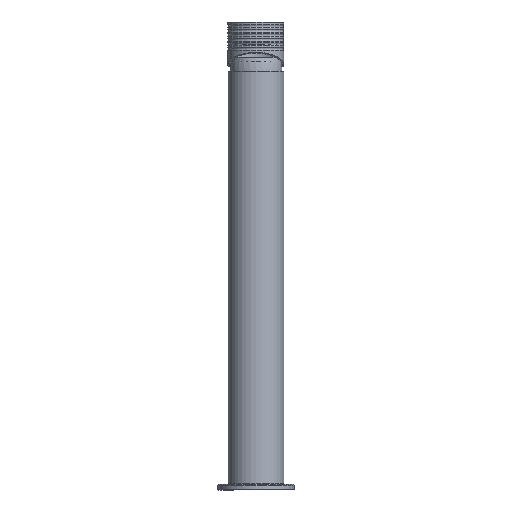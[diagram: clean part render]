
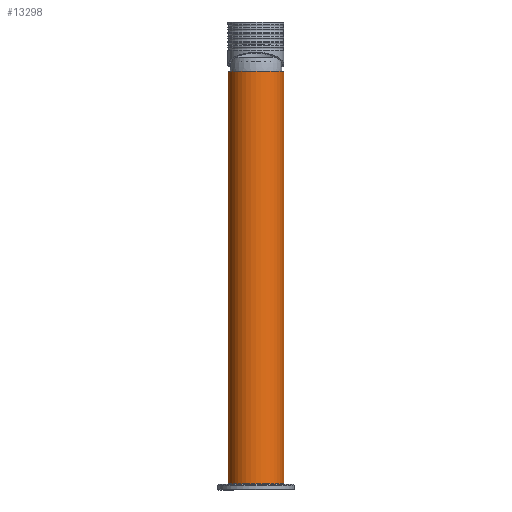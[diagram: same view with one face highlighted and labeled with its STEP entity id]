
A CAD part, front view. The second image highlights one B-rep face of the part: STEP entity #13298.
In plain terms, the highlighted cylindrical face has radius 20 mm (diameter 40 mm), a full revolution.
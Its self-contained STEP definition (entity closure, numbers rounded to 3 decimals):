
#997=LINE('',#32169,#1793);
#998=LINE('',#32182,#1794);
#1793=VECTOR('',#26342,1000.);
#1794=VECTOR('',#26343,1000.);
#1842=B_SPLINE_CURVE_WITH_KNOTS('',3,(#32172,#32173,#32174,#32175,#32176,
#32177,#32178,#32179,#32180),.UNSPECIFIED.,.F.,.F.,(4,1,1,1,1,1,4),(0.,
0.005,0.007,0.009,0.012,
0.014,0.019),.UNSPECIFIED.);
#1843=B_SPLINE_CURVE_WITH_KNOTS('',3,(#32184,#32185,#32186,#32187,#32188,
#32189,#32190,#32191,#32192),.UNSPECIFIED.,.F.,.F.,(4,1,1,1,1,1,4),(0.,
0.005,0.007,0.009,0.012,
0.014,0.019),.UNSPECIFIED.);
#5745=ORIENTED_EDGE('',*,*,#7430,.T.);
#5746=ORIENTED_EDGE('',*,*,#7431,.T.);
#5747=ORIENTED_EDGE('',*,*,#7432,.F.);
#5748=ORIENTED_EDGE('',*,*,#7433,.T.);
#5749=ORIENTED_EDGE('',*,*,#7434,.F.);
#5750=ORIENTED_EDGE('',*,*,#7435,.T.);
#7430=EDGE_CURVE('',#8658,#8658,#9439,.F.);
#7431=EDGE_CURVE('',#8659,#8659,#9440,.F.);
#7432=EDGE_CURVE('',#8660,#8661,#997,.T.);
#7433=EDGE_CURVE('',#8660,#8662,#1842,.T.);
#7434=EDGE_CURVE('',#8663,#8662,#998,.F.);
#7435=EDGE_CURVE('',#8663,#8661,#1843,.T.);
#8658=VERTEX_POINT('',#32166);
#8659=VERTEX_POINT('',#32168);
#8660=VERTEX_POINT('',#32170);
#8661=VERTEX_POINT('',#32171);
#8662=VERTEX_POINT('',#32181);
#8663=VERTEX_POINT('',#32183);
#9439=CIRCLE('',#22075,20.);
#9440=CIRCLE('',#22076,20.);
#10672=EDGE_LOOP('',(#5745));
#10673=EDGE_LOOP('',(#5746));
#10674=EDGE_LOOP('',(#5747,#5748,#5749,#5750));
#11964=FACE_BOUND('',#10672,.T.);
#11965=FACE_BOUND('',#10673,.T.);
#11966=FACE_BOUND('',#10674,.T.);
#12331=CYLINDRICAL_SURFACE('',#22074,20.);
#13298=ADVANCED_FACE('',(#11964,#11965,#11966),#12331,.T.);
#22074=AXIS2_PLACEMENT_3D('',#32164,#26336,#26337);
#22075=AXIS2_PLACEMENT_3D('',#32165,#26338,#26339);
#22076=AXIS2_PLACEMENT_3D('',#32167,#26340,#26341);
#26336=DIRECTION('',(1.,0.,0.));
#26337=DIRECTION('',(0.,0.,-1.));
#26338=DIRECTION('',(1.,0.,0.));
#26339=DIRECTION('',(0.,0.,-1.));
#26340=DIRECTION('',(-1.,0.,0.));
#26341=DIRECTION('',(0.,0.,1.));
#26342=DIRECTION('',(1.,0.,0.));
#26343=DIRECTION('',(1.,0.,0.));
#32164=CARTESIAN_POINT('',(0.,0.,0.));
#32165=CARTESIAN_POINT('',(-0.15,0.,0.));
#32166=CARTESIAN_POINT('',(-0.15,0.,-20.));
#32167=CARTESIAN_POINT('',(-295.15,0.,0.));
#32168=CARTESIAN_POINT('',(-295.15,0.,20.));
#32169=CARTESIAN_POINT('',(0.,18.8,6.823));
#32170=CARTESIAN_POINT('',(-19.773,18.8,6.823));
#32171=CARTESIAN_POINT('',(-16.227,18.8,6.823));
#32172=CARTESIAN_POINT('',(-19.773,18.8,6.823));
#32173=CARTESIAN_POINT('',(-21.293,18.943,6.429));
#32174=CARTESIAN_POINT('',(-23.291,19.417,5.093));
#32175=CARTESIAN_POINT('',(-24.785,19.905,2.346));
#32176=CARTESIAN_POINT('',(-25.181,20.047,0.008));
#32177=CARTESIAN_POINT('',(-24.789,19.906,-2.336));
#32178=CARTESIAN_POINT('',(-23.294,19.417,-5.091));
#32179=CARTESIAN_POINT('',(-21.293,18.943,-6.429));
#32180=CARTESIAN_POINT('',(-19.773,18.8,-6.823));
#32181=CARTESIAN_POINT('',(-19.773,18.8,-6.823));
#32182=CARTESIAN_POINT('',(0.,18.8,-6.823));
#32183=CARTESIAN_POINT('',(-16.227,18.8,-6.823));
#32184=CARTESIAN_POINT('',(-16.227,18.8,-6.823));
#32185=CARTESIAN_POINT('',(-14.707,18.943,-6.429));
#32186=CARTESIAN_POINT('',(-12.709,19.417,-5.093));
#32187=CARTESIAN_POINT('',(-11.215,19.905,-2.346));
#32188=CARTESIAN_POINT('',(-10.819,20.047,-0.008));
#32189=CARTESIAN_POINT('',(-11.211,19.906,2.336));
#32190=CARTESIAN_POINT('',(-12.706,19.417,5.091));
#32191=CARTESIAN_POINT('',(-14.707,18.943,6.429));
#32192=CARTESIAN_POINT('',(-16.227,18.8,6.823));
